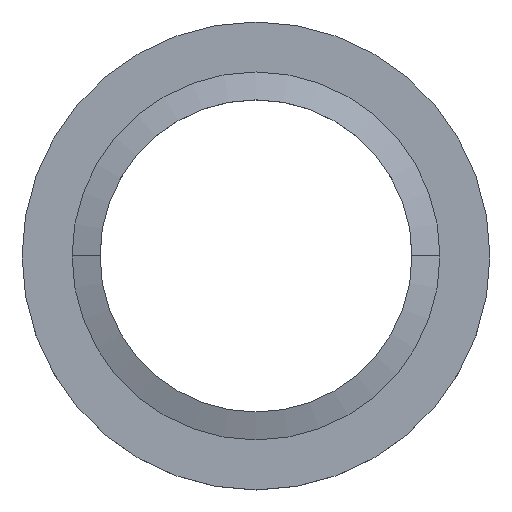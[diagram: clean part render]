
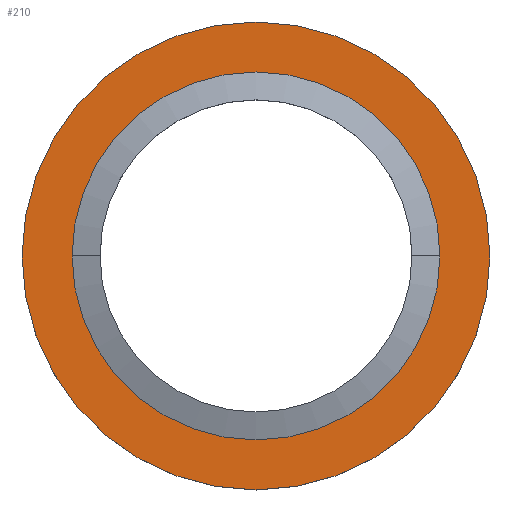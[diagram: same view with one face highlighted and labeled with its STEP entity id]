
A CAD part, top view. The second image highlights one B-rep face of the part: STEP entity #210.
In plain terms, the highlighted planar face has unit normal (0, 0, 1).
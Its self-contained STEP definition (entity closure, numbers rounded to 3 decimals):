
#57=CARTESIAN_POINT('',(0.,0.,1.015));
#58=DIRECTION('',(0.,0.,-1.));
#59=DIRECTION('',(0.,1.,0.));
#60=AXIS2_PLACEMENT_3D('',#57,#58,#59);
#72=CARTESIAN_POINT('',(0.,0.,1.015));
#73=DIRECTION('',(0.,0.,1.));
#74=DIRECTION('',(0.,1.,0.));
#75=AXIS2_PLACEMENT_3D('',#72,#73,#74);
#87=CARTESIAN_POINT('',(0.,0.,1.015));
#88=DIRECTION('',(0.,0.,-1.));
#89=DIRECTION('',(0.,1.,0.));
#90=AXIS2_PLACEMENT_3D('',#87,#88,#89);
#95=CARTESIAN_POINT('',(0.,0.,1.015));
#96=DIRECTION('',(0.,0.,1.));
#97=DIRECTION('',(0.,1.,0.));
#98=AXIS2_PLACEMENT_3D('',#95,#96,#97);
#134=CARTESIAN_POINT('',(0.,8.1,1.015));
#136=VERTEX_POINT('',#134);
#137=CARTESIAN_POINT('',(0.,10.3,1.015));
#139=VERTEX_POINT('',#137);
#142=CARTESIAN_POINT('',(0.,-8.1,1.015));
#144=VERTEX_POINT('',#142);
#145=CARTESIAN_POINT('',(0.,-10.3,1.015));
#147=VERTEX_POINT('',#145);
#195=CARTESIAN_POINT('',(0.,0.,1.015));
#196=DIRECTION('',(0.,0.,-1.));
#197=DIRECTION('',(0.,1.,0.));
#198=AXIS2_PLACEMENT_3D('',#195,#196,#197);
#199=PLANE('',#198);
#200=ORIENTED_EDGE('',*,*,#188,.F.);
#201=ORIENTED_EDGE('',*,*,#177,.T.);
#202=EDGE_LOOP('',(#200,#201));
#203=FACE_OUTER_BOUND('',#202,.F.);
#205=ORIENTED_EDGE('',*,*,#204,.F.);
#207=ORIENTED_EDGE('',*,*,#206,.T.);
#208=EDGE_LOOP('',(#205,#207));
#209=FACE_BOUND('',#208,.F.);
#61=CIRCLE('',#60,10.3);
#76=CIRCLE('',#75,10.3);
#91=CIRCLE('',#90,8.1);
#99=CIRCLE('',#98,8.1);
#177=EDGE_CURVE('',#139,#147,#61,.T.);
#188=EDGE_CURVE('',#139,#147,#76,.T.);
#204=EDGE_CURVE('',#136,#144,#91,.T.);
#206=EDGE_CURVE('',#136,#144,#99,.T.);
#210=ADVANCED_FACE('',(#203,#209),#199,.F.);
